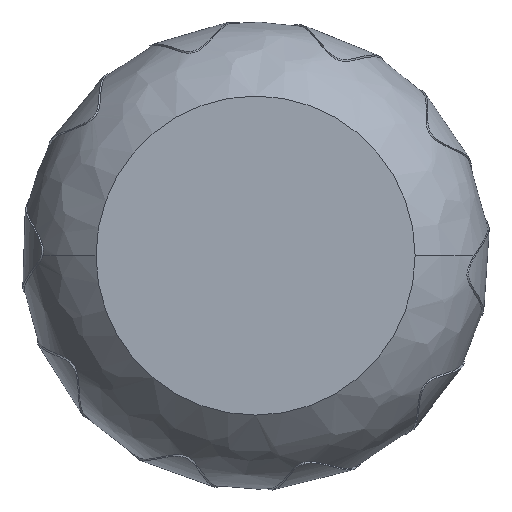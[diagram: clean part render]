
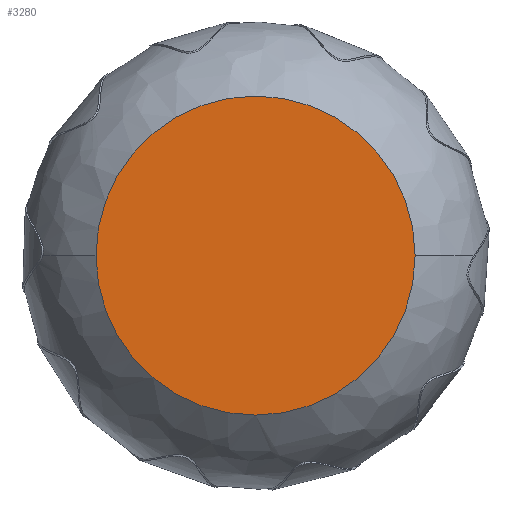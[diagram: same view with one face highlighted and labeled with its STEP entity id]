
A CAD part, front view. The second image highlights one B-rep face of the part: STEP entity #3280.
In plain terms, the highlighted planar face has unit normal (0, -1, 0).
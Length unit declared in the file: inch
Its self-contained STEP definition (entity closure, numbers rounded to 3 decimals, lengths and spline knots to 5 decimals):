
#65 = CIRCLE ( 'NONE', #171, 2.6286 ) ;
#171 = AXIS2_PLACEMENT_3D ( 'NONE', #1834, #6580, #2524 ) ;
#589 = PLANE ( 'NONE',  #1997 ) ;
#930 = VERTEX_POINT ( 'NONE', #5573 ) ;
#1269 = CARTESIAN_POINT ( 'NONE',  ( 1.49459, -4.09184, 0. ) ) ;
#1351 = VERTEX_POINT ( 'NONE', #8104 ) ;
#1834 = CARTESIAN_POINT ( 'NONE',  ( -1.13401, -4.09184, 0. ) ) ;
#1940 = DIRECTION ( 'NONE',  ( -1., 0., 0. ) ) ;
#1997 = AXIS2_PLACEMENT_3D ( 'NONE', #1269, #5998, #1940 ) ;
#2444 = DIRECTION ( 'NONE',  ( 0., 1., 0. ) ) ;
#2524 = DIRECTION ( 'NONE',  ( -1., 0., 0. ) ) ;
#2647 = EDGE_CURVE ( 'NONE', #930, #1351, #65, .T. ) ;
#3280 = ADVANCED_FACE ( 'NONE', ( #3443 ), #589, .F. ) ;
#3366 = ORIENTED_EDGE ( 'NONE', *, *, #5778, .F. ) ;
#3443 = FACE_OUTER_BOUND ( 'NONE', #3655, .T. ) ;
#3655 = EDGE_LOOP ( 'NONE', ( #3366, #6007 ) ) ;
#3865 = AXIS2_PLACEMENT_3D ( 'NONE', #6499, #2444, #7180 ) ;
#4610 = CIRCLE ( 'NONE', #3865, 2.6286 ) ;
#5573 = CARTESIAN_POINT ( 'NONE',  ( -3.76261, -4.09184, 0. ) ) ;
#5778 = EDGE_CURVE ( 'NONE', #1351, #930, #4610, .T. ) ;
#5998 = DIRECTION ( 'NONE',  ( 0., 1., 0. ) ) ;
#6007 = ORIENTED_EDGE ( 'NONE', *, *, #2647, .F. ) ;
#6499 = CARTESIAN_POINT ( 'NONE',  ( -1.13401, -4.09184, 0. ) ) ;
#6580 = DIRECTION ( 'NONE',  ( 0., 1., 0. ) ) ;
#7180 = DIRECTION ( 'NONE',  ( -1., 0., 0. ) ) ;
#8104 = CARTESIAN_POINT ( 'NONE',  ( 1.49459, -4.09184, 0. ) ) ;
